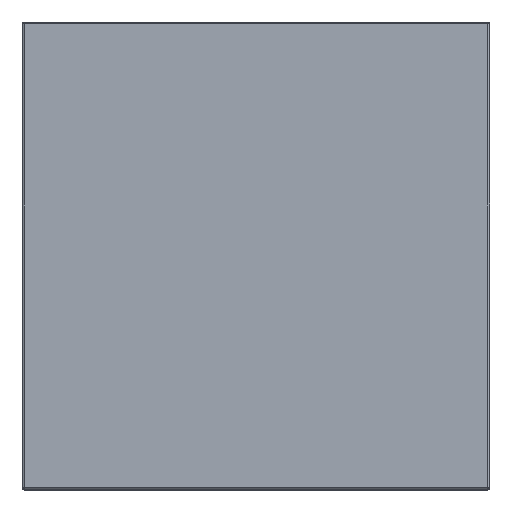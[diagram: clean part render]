
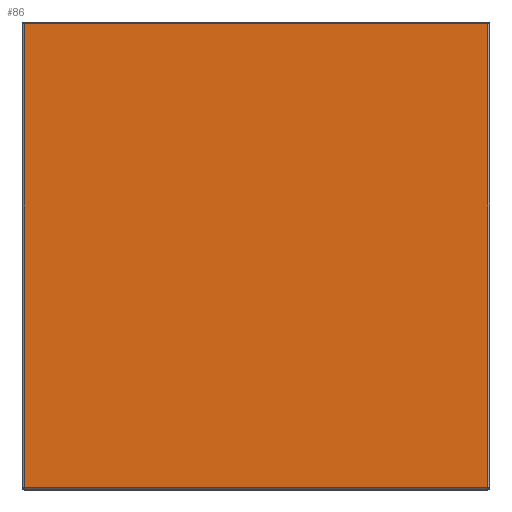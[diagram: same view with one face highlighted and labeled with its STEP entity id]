
A CAD part, top view. The second image highlights one B-rep face of the part: STEP entity #86.
In plain terms, the highlighted planar face has unit normal (0, 0, 1).
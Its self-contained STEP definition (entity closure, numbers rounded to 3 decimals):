
#86=ADVANCED_FACE($,(#406),#3770,.T.);
#406=FACE_OUTER_BOUND($,#729,.T.);
#729=EDGE_LOOP($,(#1150,#1151,#1152,#1153));
#1150=ORIENTED_EDGE($,*,*,#2464,.T.);
#1151=ORIENTED_EDGE($,*,*,#2448,.T.);
#1152=ORIENTED_EDGE($,*,*,#2445,.T.);
#1153=ORIENTED_EDGE($,*,*,#2462,.T.);
#2445=EDGE_CURVE($,#3146,#3147,#4178,.T.);
#2448=EDGE_CURVE($,#3148,#3146,#4179,.T.);
#2462=EDGE_CURVE($,#3147,#3150,#4182,.T.);
#2464=EDGE_CURVE($,#3150,#3148,#4183,.T.);
#3146=VERTEX_POINT($,#5666);
#3147=VERTEX_POINT($,#5667);
#3148=VERTEX_POINT($,#5668);
#3150=VERTEX_POINT($,#5670);
#3770=PLANE($,#4620);
#4178=B_SPLINE_CURVE_WITH_KNOTS($,1,(#4829,#4830),.UNSPECIFIED.,.F.,.F.,
(2,2),(0.,139.),.UNSPECIFIED.);
#4179=B_SPLINE_CURVE_WITH_KNOTS($,1,(#4837,#4838),.UNSPECIFIED.,.F.,.F.,
(2,2),(0.,139.),.UNSPECIFIED.);
#4182=B_SPLINE_CURVE_WITH_KNOTS($,1,(#4876,#4877),.UNSPECIFIED.,.F.,.F.,
(2,2),(0.,139.),.UNSPECIFIED.);
#4183=B_SPLINE_CURVE_WITH_KNOTS($,1,(#4881,#4882),.UNSPECIFIED.,.F.,.F.,
(2,2),(0.,139.),.UNSPECIFIED.);
#4620=AXIS2_PLACEMENT_3D($,#5327,#4679,$);
#4679=DIRECTION($,(0.,0.,1.));
#4829=CARTESIAN_POINT($,(-69.5,-69.5,142.));
#4830=CARTESIAN_POINT($,(69.5,-69.5,142.));
#4837=CARTESIAN_POINT($,(-69.5,69.5,142.));
#4838=CARTESIAN_POINT($,(-69.5,-69.5,142.));
#4876=CARTESIAN_POINT($,(69.5,-69.5,142.));
#4877=CARTESIAN_POINT($,(69.5,69.5,142.));
#4881=CARTESIAN_POINT($,(69.5,69.5,142.));
#4882=CARTESIAN_POINT($,(-69.5,69.5,142.));
#5327=CARTESIAN_POINT($,(-69.5,69.5,142.));
#5666=CARTESIAN_POINT($,(-69.5,-69.5,142.));
#5667=CARTESIAN_POINT($,(69.5,-69.5,142.));
#5668=CARTESIAN_POINT($,(-69.5,69.5,142.));
#5670=CARTESIAN_POINT($,(69.5,69.5,142.));
